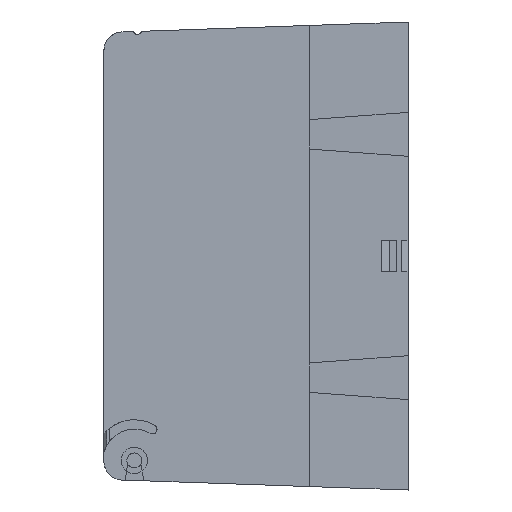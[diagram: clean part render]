
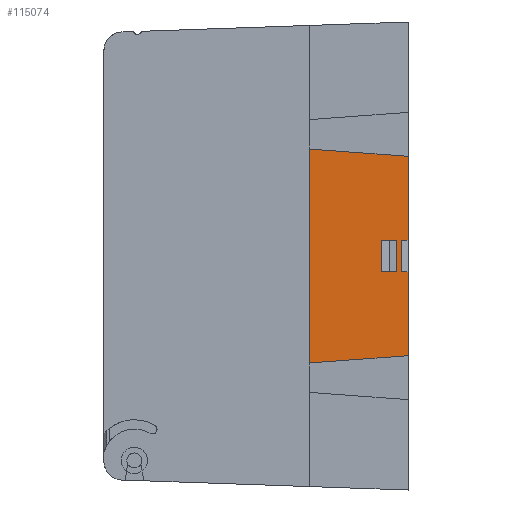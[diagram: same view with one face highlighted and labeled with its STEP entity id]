
A CAD part, left-side view. The second image highlights one B-rep face of the part: STEP entity #115074.
In plain terms, the highlighted planar face has unit normal (1, 0, 0).
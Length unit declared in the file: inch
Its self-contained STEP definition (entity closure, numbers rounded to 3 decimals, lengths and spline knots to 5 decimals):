
#709 = LINE ( 'NONE', #17720, #59902 ) ;
#925 = CARTESIAN_POINT ( 'NONE',  ( -4.355, -0.625, -0.17 ) ) ;
#1261 = EDGE_CURVE ( 'NONE', #26766, #86220, #10908, .T. ) ;
#2331 = LINE ( 'NONE', #103068, #142572 ) ;
#4159 = LINE ( 'NONE', #46801, #92657 ) ;
#4519 = ORIENTED_EDGE ( 'NONE', *, *, #22203, .F. ) ;
#6537 = VERTEX_POINT ( 'NONE', #38585 ) ;
#10908 = LINE ( 'NONE', #92838, #99326 ) ;
#11574 = LINE ( 'NONE', #89533, #42627 ) ;
#17720 = CARTESIAN_POINT ( 'NONE',  ( -4.355, -1.3934, -2.21333 ) ) ;
#19355 = FACE_BOUND ( 'NONE', #134117, .T. ) ;
#20027 = EDGE_LOOP ( 'NONE', ( #106074, #22676, #102531, #131981, #102623, #4519, #49474, #46913 ) ) ;
#20740 = VECTOR ( 'NONE', #133602, 39.37008 ) ;
#20872 = LINE ( 'NONE', #925, #20740 ) ;
#22203 = EDGE_CURVE ( 'NONE', #89525, #112266, #102770, .T. ) ;
#22676 = ORIENTED_EDGE ( 'NONE', *, *, #1261, .F. ) ;
#23759 = LINE ( 'NONE', #56735, #75779 ) ;
#25008 = EDGE_CURVE ( 'NONE', #138001, #99678, #4159, .T. ) ;
#26072 = EDGE_CURVE ( 'NONE', #99678, #26084, #103803, .T. ) ;
#26084 = VERTEX_POINT ( 'NONE', #88150 ) ;
#26148 = DIRECTION ( 'NONE',  ( 0., 1., 0. ) ) ;
#26766 = VERTEX_POINT ( 'NONE', #34181 ) ;
#28970 = DIRECTION ( 'NONE',  ( 0., 0., 1. ) ) ;
#33768 = CARTESIAN_POINT ( 'NONE',  ( -4.355, -1.3934, -0.17 ) ) ;
#34181 = CARTESIAN_POINT ( 'NONE',  ( -4.355, -1.675, -1.065 ) ) ;
#34467 = DIRECTION ( 'NONE',  ( 0., -0.997, 0.074 ) ) ;
#34540 = ORIENTED_EDGE ( 'NONE', *, *, #26072, .F. ) ;
#36148 = VECTOR ( 'NONE', #88118, 39.37008 ) ;
#38585 = CARTESIAN_POINT ( 'NONE',  ( -4.355, -1.605, -0.17 ) ) ;
#39643 = LINE ( 'NONE', #121388, #36148 ) ;
#41698 = DIRECTION ( 'NONE',  ( 0., 0., -1. ) ) ;
#42492 = DIRECTION ( 'NONE',  ( -1., 0., 0. ) ) ;
#42609 = AXIS2_PLACEMENT_3D ( 'NONE', #108587, #42492, #119698 ) ;
#42627 = VECTOR ( 'NONE', #34467, 39.37008 ) ;
#46801 = CARTESIAN_POINT ( 'NONE',  ( -4.355, -0.625, 0.17 ) ) ;
#46913 = ORIENTED_EDGE ( 'NONE', *, *, #98202, .F. ) ;
#47445 = DIRECTION ( 'NONE',  ( 0., -1., 0. ) ) ;
#48938 = VECTOR ( 'NONE', #63339, 39.37008 ) ;
#49026 = FACE_OUTER_BOUND ( 'NONE', #20027, .T. ) ;
#49474 = ORIENTED_EDGE ( 'NONE', *, *, #117103, .F. ) ;
#55378 = EDGE_CURVE ( 'NONE', #112266, #113571, #110073, .T. ) ;
#56735 = CARTESIAN_POINT ( 'NONE',  ( -4.355, -1.605, -2.21333 ) ) ;
#59902 = VECTOR ( 'NONE', #28970, 39.37008 ) ;
#61005 = ORIENTED_EDGE ( 'NONE', *, *, #25008, .F. ) ;
#62186 = CARTESIAN_POINT ( 'NONE',  ( -4.355, -1.675, -2.25 ) ) ;
#63339 = DIRECTION ( 'NONE',  ( 0., 0., 1. ) ) ;
#64419 = VERTEX_POINT ( 'NONE', #143347 ) ;
#64778 = VECTOR ( 'NONE', #41698, 39.37008 ) ;
#65940 = CARTESIAN_POINT ( 'NONE',  ( -4.355, -1.675, 1.065 ) ) ;
#71357 = EDGE_CURVE ( 'NONE', #86220, #6537, #20872, .T. ) ;
#71838 = ORIENTED_EDGE ( 'NONE', *, *, #126043, .F. ) ;
#71987 = EDGE_CURVE ( 'NONE', #81598, #26766, #11574, .T. ) ;
#74576 = CARTESIAN_POINT ( 'NONE',  ( -4.355, -0.625, -4.87979 ) ) ;
#75779 = VECTOR ( 'NONE', #123365, 39.37008 ) ;
#81598 = VERTEX_POINT ( 'NONE', #109795 ) ;
#83200 = CARTESIAN_POINT ( 'NONE',  ( -4.355, -0.625, 1.14282 ) ) ;
#86220 = VERTEX_POINT ( 'NONE', #134971 ) ;
#87677 = DIRECTION ( 'NONE',  ( 0., 0., -1. ) ) ;
#87869 = CARTESIAN_POINT ( 'NONE',  ( -4.355, -1.675, 1.065 ) ) ;
#88118 = DIRECTION ( 'NONE',  ( 0., -1., 0. ) ) ;
#88150 = CARTESIAN_POINT ( 'NONE',  ( -4.355, -1.555, -0.17 ) ) ;
#88269 = CARTESIAN_POINT ( 'NONE',  ( -4.355, -1.555, -2.21333 ) ) ;
#89525 = VERTEX_POINT ( 'NONE', #114751 ) ;
#89533 = CARTESIAN_POINT ( 'NONE',  ( -4.355, -0.625, -1.14282 ) ) ;
#91683 = DIRECTION ( 'NONE',  ( 0., 0., 1. ) ) ;
#91861 = EDGE_CURVE ( 'NONE', #113571, #81598, #123458, .T. ) ;
#92657 = VECTOR ( 'NONE', #47445, 39.37008 ) ;
#92838 = CARTESIAN_POINT ( 'NONE',  ( -4.355, -1.675, -2.25 ) ) ;
#96312 = EDGE_CURVE ( 'NONE', #26084, #141538, #2331, .T. ) ;
#98202 = EDGE_CURVE ( 'NONE', #6537, #64419, #23759, .T. ) ;
#99326 = VECTOR ( 'NONE', #91683, 39.37008 ) ;
#99678 = VERTEX_POINT ( 'NONE', #117732 ) ;
#102531 = ORIENTED_EDGE ( 'NONE', *, *, #71987, .F. ) ;
#102623 = ORIENTED_EDGE ( 'NONE', *, *, #55378, .F. ) ;
#102770 = LINE ( 'NONE', #62186, #48938 ) ;
#103068 = CARTESIAN_POINT ( 'NONE',  ( -4.355, -0.625, -0.17 ) ) ;
#103803 = LINE ( 'NONE', #88269, #136661 ) ;
#105373 = ORIENTED_EDGE ( 'NONE', *, *, #96312, .F. ) ;
#106074 = ORIENTED_EDGE ( 'NONE', *, *, #71357, .F. ) ;
#108587 = CARTESIAN_POINT ( 'NONE',  ( -4.355, -0.625, -2.21333 ) ) ;
#109795 = CARTESIAN_POINT ( 'NONE',  ( -4.355, -0.625, -1.14282 ) ) ;
#110073 = LINE ( 'NONE', #65940, #117724 ) ;
#112266 = VERTEX_POINT ( 'NONE', #87869 ) ;
#113571 = VERTEX_POINT ( 'NONE', #83200 ) ;
#114751 = CARTESIAN_POINT ( 'NONE',  ( -4.355, -1.675, 0.17 ) ) ;
#115074 = ADVANCED_FACE ( 'NONE', ( #19355, #49026 ), #140969, .F. ) ;
#117103 = EDGE_CURVE ( 'NONE', #64419, #89525, #39643, .T. ) ;
#117724 = VECTOR ( 'NONE', #131985, 39.37008 ) ;
#117732 = CARTESIAN_POINT ( 'NONE',  ( -4.355, -1.555, 0.17 ) ) ;
#119698 = DIRECTION ( 'NONE',  ( 0., 0., 1. ) ) ;
#121388 = CARTESIAN_POINT ( 'NONE',  ( -4.355, -0.625, 0.17 ) ) ;
#123365 = DIRECTION ( 'NONE',  ( 0., 0., 1. ) ) ;
#123458 = LINE ( 'NONE', #74576, #64778 ) ;
#123659 = CARTESIAN_POINT ( 'NONE',  ( -4.355, -1.3934, 0.17 ) ) ;
#126043 = EDGE_CURVE ( 'NONE', #141538, #138001, #709, .T. ) ;
#131981 = ORIENTED_EDGE ( 'NONE', *, *, #91861, .F. ) ;
#131985 = DIRECTION ( 'NONE',  ( 0., 0.997, 0.074 ) ) ;
#133602 = DIRECTION ( 'NONE',  ( 0., 1., 0. ) ) ;
#134117 = EDGE_LOOP ( 'NONE', ( #105373, #34540, #61005, #71838 ) ) ;
#134971 = CARTESIAN_POINT ( 'NONE',  ( -4.355, -1.675, -0.17 ) ) ;
#136661 = VECTOR ( 'NONE', #87677, 39.37008 ) ;
#138001 = VERTEX_POINT ( 'NONE', #123659 ) ;
#140969 = PLANE ( 'NONE',  #42609 ) ;
#141538 = VERTEX_POINT ( 'NONE', #33768 ) ;
#142572 = VECTOR ( 'NONE', #26148, 39.37008 ) ;
#143347 = CARTESIAN_POINT ( 'NONE',  ( -4.355, -1.605, 0.17 ) ) ;
